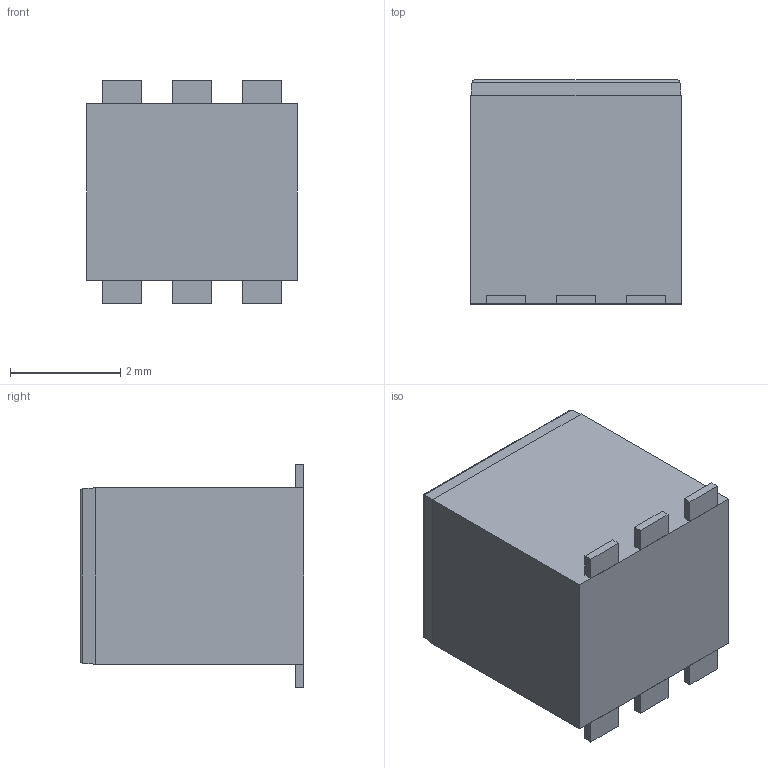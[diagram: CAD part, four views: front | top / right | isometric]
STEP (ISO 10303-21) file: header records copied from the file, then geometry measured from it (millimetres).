
FILE_DESCRIPTION (( 'STEP AP214' ), '1' );
FILE_NAME ( 'MINICIRCUITS_DB714.STEP', '2018-10-17T11:02:59', ( '' ), ( '' ), 'Part was generated with the free Library Expert Lite available at www.PCBLibraries.com. Removing line will violate the End User License Agreement.', '©2017 PCB Libraries, Inc.', '' );
FILE_SCHEMA (( 'AUTOMOTIVE_DESIGN' ));
Length unit declared in the file: millimetre
Products named in the file (1): MINICIRCUITS_DB714
Bounding box: 3.81 x 4.06 x 4.06 mm (x, y, z)
Volume: 49.7 mm3; surface area: 86.8 mm2
Topology: 7 solids, 7 shells, 53 faces, 110 edges, 70 vertices
Faces by surface type: plane 47, cylinder 4, torus 2
Entity records: 1595 total; most frequent: CARTESIAN_POINT 240, DIRECTION 216, ORIENTED_EDGE 212, EDGE_CURVE 106, VECTOR 96, LINE 96, VERTEX_POINT 68, STYLED_ITEM 61
